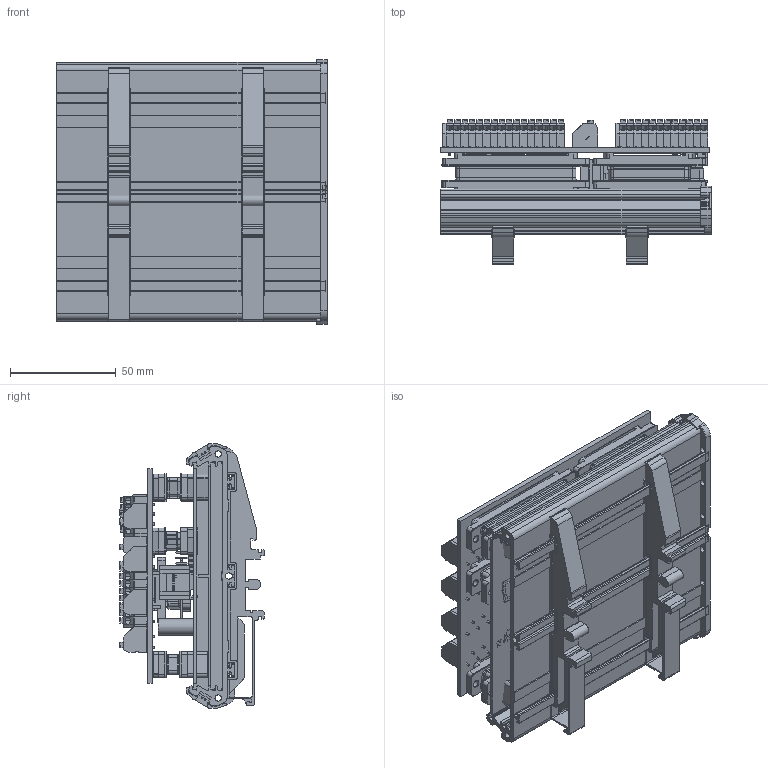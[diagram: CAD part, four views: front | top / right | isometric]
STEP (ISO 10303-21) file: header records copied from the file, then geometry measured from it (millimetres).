
FILE_DESCRIPTION (( 'STEP AP214' ), '1' );
FILE_NAME ('2426 with TA.STEP', '2021-04-29T15:24:06', ( '' ), ( '' ), 'SwSTEP 2.0', 'SolidWorks 2012', '' );
FILE_SCHEMA (( 'AUTOMOTIVE_DESIGN' ));
Length unit declared in the file: inch
Products named in the file (1): 2426 with TA
Bounding box: 128 x 68.33 x 125.4 mm (x, y, z)
Surface area: 165731.1 mm2 (no closed solid volume)
Topology: 0 solids, 317 shells, 4007 faces, 12880 edges, 9201 vertices
Faces by surface type: plane 2770, cylinder 1146, torus 52, bspline 35, cone 4
Entity records: 194823 total; most frequent: CARTESIAN_POINT 31314, DIRECTION 22560, ORIENTED_EDGE 20590, EDGE_CURVE 12880, VECTOR 9840, LINE 9840, VERTEX_POINT 9201, AXIS2_PLACEMENT_3D 6360
